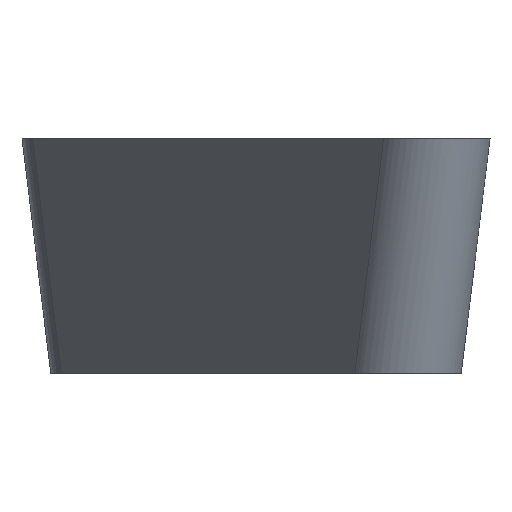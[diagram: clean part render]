
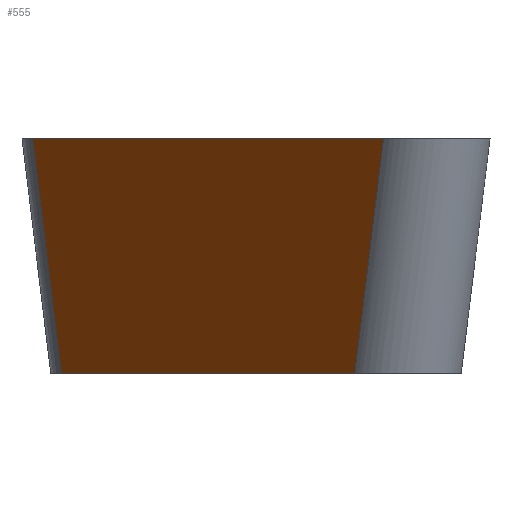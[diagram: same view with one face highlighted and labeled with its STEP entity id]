
A CAD part, left-side view. The second image highlights one B-rep face of the part: STEP entity #555.
In plain terms, the highlighted planar face has unit normal (-0.569, 0.813, -0.122).
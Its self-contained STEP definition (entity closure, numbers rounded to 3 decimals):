
#50=CARTESIAN_POINT('',(2.063,1.444,0.));
#68=DIRECTION('',(0.819,0.574,0.));
#69=VECTOR('',#68,8.302);
#70=CARTESIAN_POINT('',(2.063,1.444,0.));
#71=LINE('',#70,#69);
#78=CARTESIAN_POINT('',(8.864,6.206,0.));
#201=DIRECTION('',(-0.361,-0.114,0.926));
#202=VECTOR('',#201,3.435);
#203=CARTESIAN_POINT('',(3.301,1.835,-3.18));
#204=LINE('',#203,#202);
#208=DIRECTION('',(-0.038,0.122,0.992));
#209=VECTOR('',#208,3.206);
#210=CARTESIAN_POINT('',(8.987,5.816,-3.18));
#211=LINE('',#210,#209);
#227=CARTESIAN_POINT('',(3.301,1.835,-3.18));
#272=DIRECTION('',(0.819,0.574,0.));
#273=VECTOR('',#272,6.941);
#274=CARTESIAN_POINT('',(3.301,1.835,-3.18));
#275=LINE('',#274,#273);
#387=VERTEX_POINT('',#50);
#391=VERTEX_POINT('',#227);
#403=VERTEX_POINT('',#78);
#404=CARTESIAN_POINT('',(8.987,5.816,-3.18));
#405=VERTEX_POINT('',#404);
#543=CARTESIAN_POINT('',(9.069,6.35,0.));
#544=DIRECTION('',(-0.569,0.813,-0.122));
#545=DIRECTION('',(0.819,0.574,0.));
#546=AXIS2_PLACEMENT_3D('',#543,#544,#545);
#547=PLANE('',#546);
#548=ORIENTED_EDGE('',*,*,#454,.F.);
#550=ORIENTED_EDGE('',*,*,#549,.T.);
#551=ORIENTED_EDGE('',*,*,#535,.T.);
#552=ORIENTED_EDGE('',*,*,#414,.F.);
#553=EDGE_LOOP('',(#548,#550,#551,#552));
#554=FACE_OUTER_BOUND('',#553,.F.);
#414=EDGE_CURVE('',#387,#403,#71,.T.);
#454=EDGE_CURVE('',#391,#387,#204,.T.);
#535=EDGE_CURVE('',#405,#403,#211,.T.);
#549=EDGE_CURVE('',#391,#405,#275,.T.);
#555=ADVANCED_FACE('',(#554),#547,.T.);
